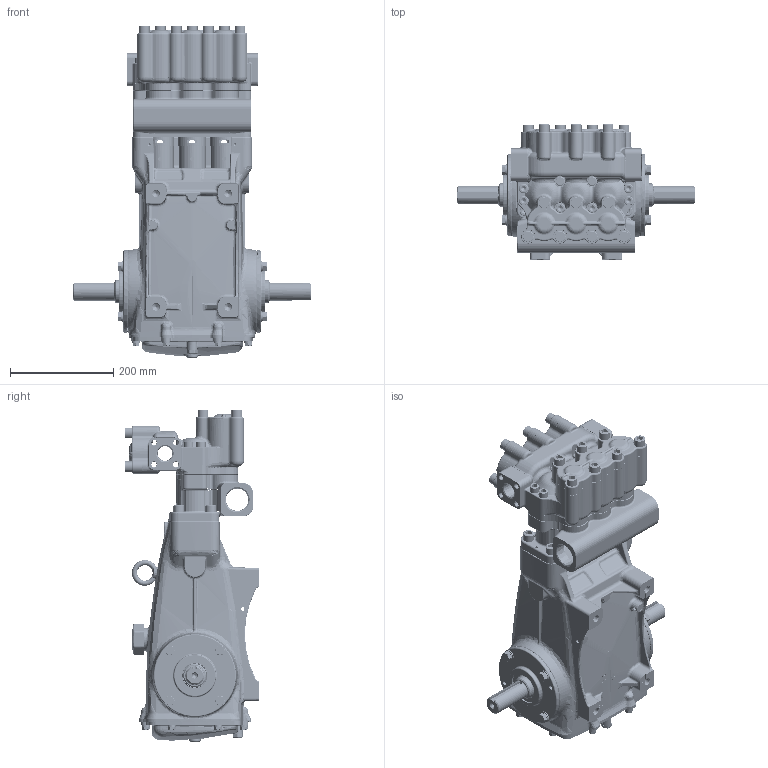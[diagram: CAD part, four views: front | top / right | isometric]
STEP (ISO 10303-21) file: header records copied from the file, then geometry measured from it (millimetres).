
FILE_DESCRIPTION (( 'STEP AP203' ), '1' );
FILE_NAME ('3621X.STEP', '2025-09-08T17:43:10', ( '' ), ( '' ), 'SwSTEP 2.0', 'SolidWorks 2025', '' );
FILE_SCHEMA (( 'CONFIG_CONTROL_DESIGN' ));
Length unit declared in the file: inch
Products named in the file (1): 3621X
Bounding box: 460 x 261 x 644 mm (x, y, z)
Surface area: 1804104.8 mm2 (no closed solid volume)
Topology: 0 solids, 82 shells, 7860 faces, 19797 edges, 11869 vertices
Faces by surface type: bspline 2256, plane 1862, cylinder 1717, cone 1061, torus 749, sphere 215
Entity records: 339072 total; most frequent: CARTESIAN_POINT 169203, ORIENTED_EDGE 37764, DIRECTION 32187, EDGE_CURVE 19437, AXIS2_PLACEMENT_3D 13361, VERTEX_POINT 11851, EDGE_LOOP 8371, FACE_OUTER_BOUND 7860
